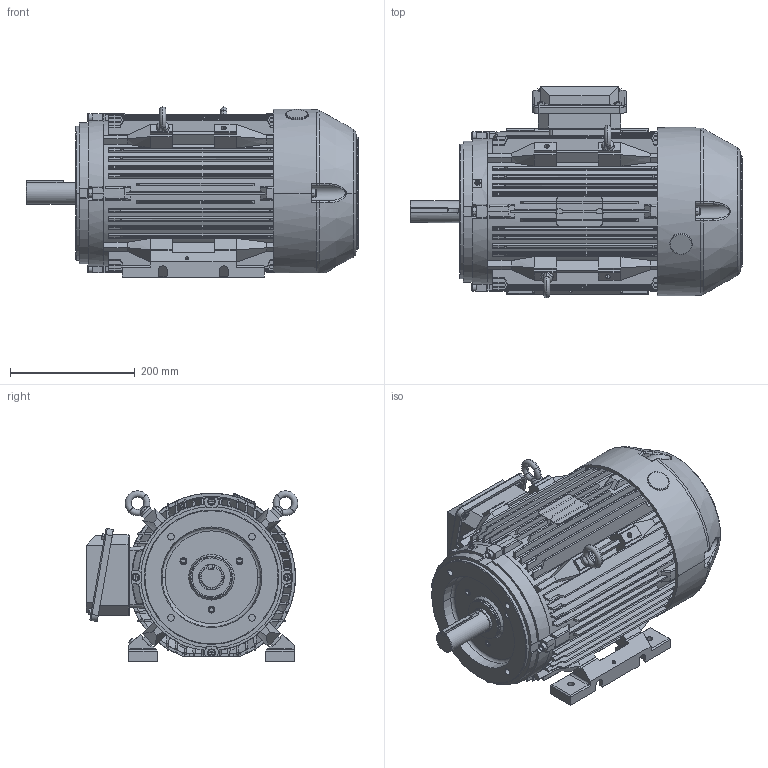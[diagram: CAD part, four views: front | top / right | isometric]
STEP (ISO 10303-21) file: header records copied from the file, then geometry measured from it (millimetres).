
FILE_DESCRIPTION (( 'STEP AP203' ), '1' );
FILE_NAME ('841-215TC俋倛芞.STEP', '2021-04-01T01:13:28', ( '' ), ( '' ), 'SwSTEP 2.0', 'SolidWorks 2016', '' );
FILE_SCHEMA (( 'CONFIG_CONTROL_DESIGN' ));
Length unit declared in the file: millimetre
Products named in the file (22): 210Tす瑩; NEMA 180-210T諉盄碟釱(訇); 6308; 溫蚐郲; M8-30; 扣塞; 裂遠M8; 132瑞珔; 841-215T蛌粣; M6-20; 841 210TKit C楊擘樓馱; 譎僧宒蚐猾40-58-16; 陔215T B5儂褲樓馱; M6-10 a; NEMA 180-210T諉盄碟裔(訇); NEMA 215 底脚（接地）; 210T(132); TX 132 开式轴承端盖加工; 841-215TC俋倛芞; 841-215T蛌赽; TX 132翉沺瑞欶(841); 肣蚐郲M6
Assembly tree (40 placements, depth 3):
  841-215TC俋倛芞
    陔215T B5儂褲樓馱
    NEMA 215 底脚（接地）  x2
    841-215T蛌赽
      841-215T蛌粣
      6308  x2
    TX 132 开式轴承端盖加工
    譎僧宒蚐猾40-58-16
    132瑞珔
    210T(132)  x3
    溫蚐郲  x2
    M8-30  x8
    TX 132翉沺瑞欶(841)
    扣塞
    M6-20  x3
    肣蚐郲M6
    M6-10 a  x5
    裂遠M8  x2
    NEMA 180-210T諉盄碟釱(訇)
    NEMA 180-210T諉盄碟裔(訇)
    210Tす瑩
    841 210TKit C楊擘樓馱
Bounding box: 533.15 x 339.94 x 273.47 mm (x, y, z)
Volume: 5723801.9 mm3; surface area: 1845070.4 mm2
Topology: 40 solids, 40 shells, 3103 faces, 8194 edges, 5183 vertices
Faces by surface type: plane 1397, cylinder 989, torus 328, cone 212, bspline 173, sphere 4
Entity records: 96389 total; most frequent: CARTESIAN_POINT 29415, ORIENTED_EDGE 13916, DIRECTION 13004, EDGE_CURVE 6958, AXIS2_PLACEMENT_3D 4837, VERTEX_POINT 4444, LINE 3330, VECTOR 3330
